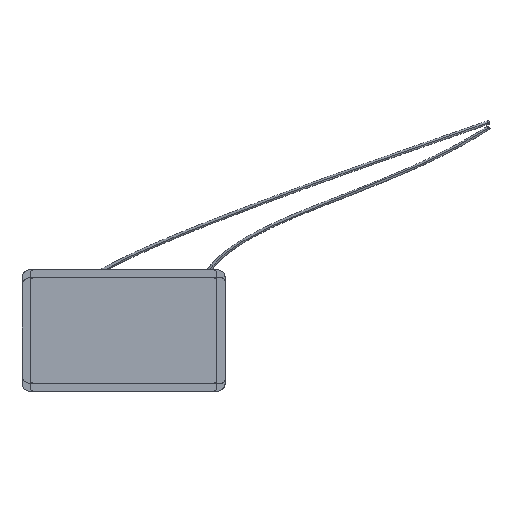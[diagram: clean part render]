
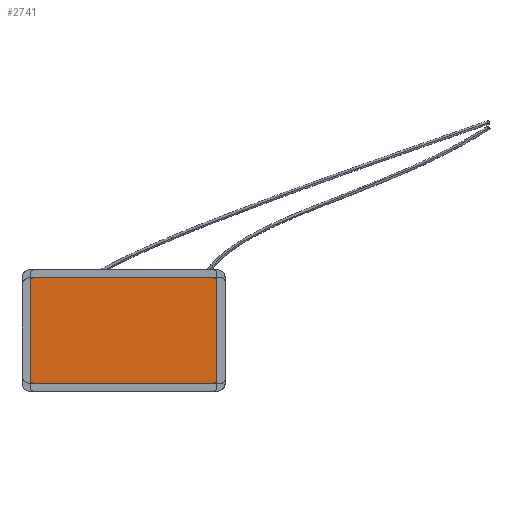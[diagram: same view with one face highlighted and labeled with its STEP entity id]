
A CAD part, front view. The second image highlights one B-rep face of the part: STEP entity #2741.
In plain terms, the highlighted free-form (B-spline) face has degree [1, 1] with [2, 2] control points.
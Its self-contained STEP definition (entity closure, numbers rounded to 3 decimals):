
#2491 = VERTEX_POINT('',#2492);
#2492 = CARTESIAN_POINT('',(204.874,56.297,
    190.899));
#2497 = EDGE_CURVE('',#2491,#2498,#2500,.T.);
#2498 = VERTEX_POINT('',#2499);
#2499 = CARTESIAN_POINT('',(-10.725,56.297,
    190.899));
#2500 = B_SPLINE_CURVE_WITH_KNOTS('',1,(#2501,#2502),.UNSPECIFIED.,.F.,
  .F.,(2,2),(5.5,247.5),.PIECEWISE_BEZIER_KNOTS.);
#2501 = CARTESIAN_POINT('',(204.874,56.297,
    190.899));
#2502 = CARTESIAN_POINT('',(-10.725,56.297,
    190.899));
#2577 = EDGE_CURVE('',#2578,#2580,#2582,.T.);
#2578 = VERTEX_POINT('',#2579);
#2579 = CARTESIAN_POINT('',(-15.625,56.297,
    195.799));
#2580 = VERTEX_POINT('',#2581);
#2581 = CARTESIAN_POINT('',(-15.625,56.297,
    313.398));
#2582 = B_SPLINE_CURVE_WITH_KNOTS('',1,(#2583,#2584),.UNSPECIFIED.,.F.,
  .F.,(2,2),(-137.5,-5.5),.PIECEWISE_BEZIER_KNOTS.);
#2583 = CARTESIAN_POINT('',(-15.625,56.297,
    195.799));
#2584 = CARTESIAN_POINT('',(-15.625,56.297,
    313.398));
#2643 = EDGE_CURVE('',#2644,#2646,#2648,.T.);
#2644 = VERTEX_POINT('',#2645);
#2645 = CARTESIAN_POINT('',(-10.725,56.297,
    318.298));
#2646 = VERTEX_POINT('',#2647);
#2647 = CARTESIAN_POINT('',(204.874,56.297,
    318.298));
#2648 = B_SPLINE_CURVE_WITH_KNOTS('',1,(#2649,#2650),.UNSPECIFIED.,.F.,
  .F.,(2,2),(-247.5,-5.5),.PIECEWISE_BEZIER_KNOTS.);
#2649 = CARTESIAN_POINT('',(-10.725,56.297,
    318.298));
#2650 = CARTESIAN_POINT('',(204.874,56.297,
    318.298));
#2709 = EDGE_CURVE('',#2710,#2712,#2714,.T.);
#2710 = VERTEX_POINT('',#2711);
#2711 = CARTESIAN_POINT('',(209.774,56.297,
    313.398));
#2712 = VERTEX_POINT('',#2713);
#2713 = CARTESIAN_POINT('',(209.774,56.297,
    195.799));
#2714 = B_SPLINE_CURVE_WITH_KNOTS('',1,(#2715,#2716),.UNSPECIFIED.,.F.,
  .F.,(2,2),(5.5,137.5),.PIECEWISE_BEZIER_KNOTS.);
#2715 = CARTESIAN_POINT('',(209.774,56.297,
    313.398));
#2716 = CARTESIAN_POINT('',(209.774,56.297,
    195.799));
#2741 = ADVANCED_FACE('',(#2742),#2772,.F.);
#2742 = FACE_BOUND('',#2743,.T.);
#2743 = EDGE_LOOP('',(#2744,#2745,#2751,#2752,#2758,#2759,#2765,#2766));
#2744 = ORIENTED_EDGE('',*,*,#2497,.F.);
#2745 = ORIENTED_EDGE('',*,*,#2746,.T.);
#2746 = EDGE_CURVE('',#2491,#2712,#2747,.T.);
#2747 = ( BOUNDED_CURVE() B_SPLINE_CURVE(2,(#2748,#2749,#2750),
.UNSPECIFIED.,.F.,.F.) B_SPLINE_CURVE_WITH_KNOTS((3,3),(4.712,
6.283),.PIECEWISE_BEZIER_KNOTS.) CURVE() 
GEOMETRIC_REPRESENTATION_ITEM() RATIONAL_B_SPLINE_CURVE((1.,
0.707,1.)) REPRESENTATION_ITEM('') );
#2748 = CARTESIAN_POINT('',(204.874,56.297,
    190.899));
#2749 = CARTESIAN_POINT('',(209.774,56.297,
    190.899));
#2750 = CARTESIAN_POINT('',(209.774,56.297,
    195.799));
#2751 = ORIENTED_EDGE('',*,*,#2709,.F.);
#2752 = ORIENTED_EDGE('',*,*,#2753,.T.);
#2753 = EDGE_CURVE('',#2710,#2646,#2754,.T.);
#2754 = ( BOUNDED_CURVE() B_SPLINE_CURVE(2,(#2755,#2756,#2757),
.UNSPECIFIED.,.F.,.F.) B_SPLINE_CURVE_WITH_KNOTS((3,3),(0.,
1.571),.PIECEWISE_BEZIER_KNOTS.) CURVE() 
GEOMETRIC_REPRESENTATION_ITEM() RATIONAL_B_SPLINE_CURVE((1.,
0.707,1.)) REPRESENTATION_ITEM('') );
#2755 = CARTESIAN_POINT('',(209.774,56.297,
    313.398));
#2756 = CARTESIAN_POINT('',(209.774,56.297,
    318.298));
#2757 = CARTESIAN_POINT('',(204.874,56.297,
    318.298));
#2758 = ORIENTED_EDGE('',*,*,#2643,.F.);
#2759 = ORIENTED_EDGE('',*,*,#2760,.T.);
#2760 = EDGE_CURVE('',#2644,#2580,#2761,.T.);
#2761 = ( BOUNDED_CURVE() B_SPLINE_CURVE(2,(#2762,#2763,#2764),
.UNSPECIFIED.,.F.,.F.) B_SPLINE_CURVE_WITH_KNOTS((3,3),(1.571,
3.142),.PIECEWISE_BEZIER_KNOTS.) CURVE() 
GEOMETRIC_REPRESENTATION_ITEM() RATIONAL_B_SPLINE_CURVE((1.,
0.707,1.)) REPRESENTATION_ITEM('') );
#2762 = CARTESIAN_POINT('',(-10.725,56.297,
    318.298));
#2763 = CARTESIAN_POINT('',(-15.625,56.297,
    318.298));
#2764 = CARTESIAN_POINT('',(-15.625,56.297,
    313.398));
#2765 = ORIENTED_EDGE('',*,*,#2577,.F.);
#2766 = ORIENTED_EDGE('',*,*,#2767,.T.);
#2767 = EDGE_CURVE('',#2578,#2498,#2768,.T.);
#2768 = ( BOUNDED_CURVE() B_SPLINE_CURVE(2,(#2769,#2770,#2771),
.UNSPECIFIED.,.F.,.F.) B_SPLINE_CURVE_WITH_KNOTS((3,3),(3.142,
4.712),.PIECEWISE_BEZIER_KNOTS.) CURVE() 
GEOMETRIC_REPRESENTATION_ITEM() RATIONAL_B_SPLINE_CURVE((1.,
0.707,1.)) REPRESENTATION_ITEM('') );
#2769 = CARTESIAN_POINT('',(-15.625,56.297,
    195.799));
#2770 = CARTESIAN_POINT('',(-15.625,56.297,
    190.899));
#2771 = CARTESIAN_POINT('',(-10.725,56.297,
    190.899));
#2772 = B_SPLINE_SURFACE_WITH_KNOTS('',1,1,(
    (#2773,#2774)
    ,(#2775,#2776
  )),.UNSPECIFIED.,.F.,.F.,.F.,(2,2),(2,2),(-126.5,126.5),(-71.5,71.5),
  .PIECEWISE_BEZIER_KNOTS.);
#2773 = CARTESIAN_POINT('',(-15.625,56.297,
    318.298));
#2774 = CARTESIAN_POINT('',(-15.625,56.297,
    190.899));
#2775 = CARTESIAN_POINT('',(209.774,56.297,
    318.298));
#2776 = CARTESIAN_POINT('',(209.774,56.297,
    190.899));
